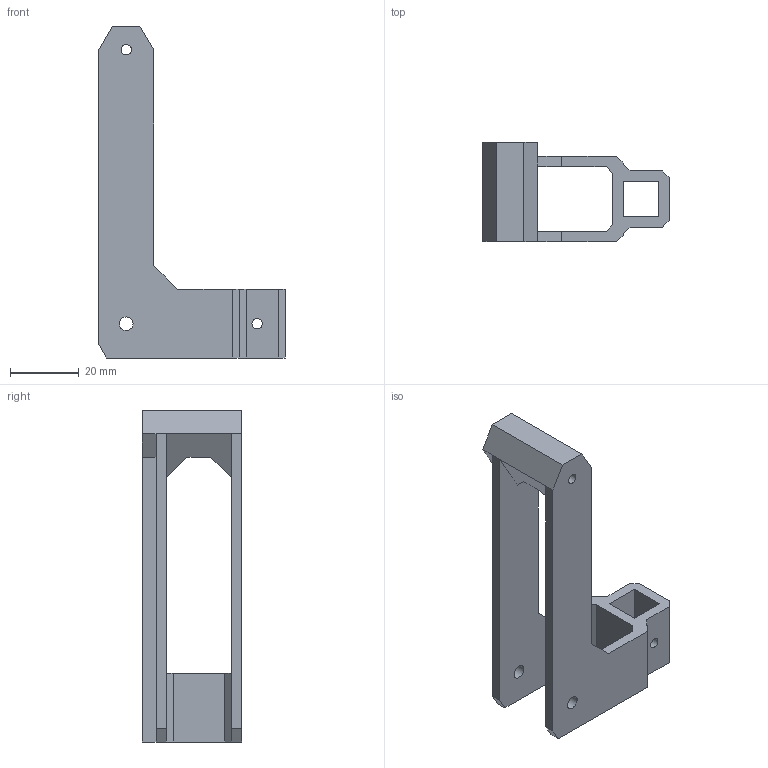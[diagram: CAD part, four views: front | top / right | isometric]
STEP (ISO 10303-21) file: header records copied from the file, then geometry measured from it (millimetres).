
FILE_DESCRIPTION(('FreeCAD Model'),'2;1');
FILE_NAME('kneeBar.step', '2016-01-29T14:02:46',(''),(''),'Open CASCADE STEP processor 6.8', 'FreeCAD','Unknown');
FILE_SCHEMA(('AUTOMOTIVE_DESIGN_CC2 { 1 2 10303 214 -1 1 5 4 }'));
Length unit declared in the file: millimetre
Products named in the file (2): ASSEMBLY; Pocket002002009003008021
Assembly tree (1 placements, depth 2):
  ASSEMBLY
    Pocket002002009003008021
Bounding box: 54.4 x 29 x 96.93 mm (x, y, z)
Volume: 21946.5 mm3; surface area: 13725.3 mm2
Topology: 1 solids, 1 shells, 55 faces, 158 edges, 103 vertices
Faces by surface type: plane 46, cylinder 9
Full cylindrical faces by diameter (mm): 3 x4, 4 x3
Entity records: 4076 total; most frequent: CARTESIAN_POINT 865, DIRECTION 583, LINE 429, VECTOR 429, ORIENTED_EDGE 316, PCURVE 316, DEFINITIONAL_REPRESENTATION 316, EDGE_CURVE 158
